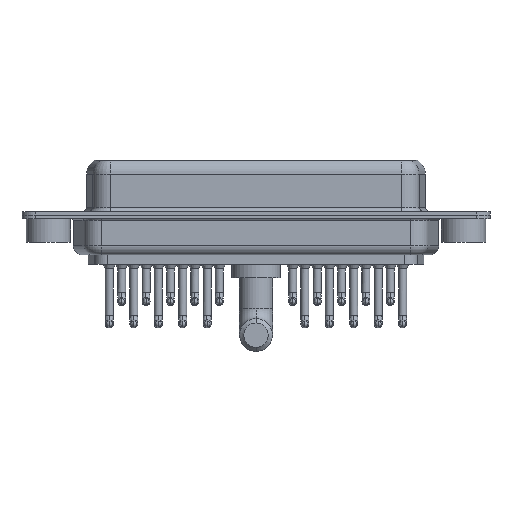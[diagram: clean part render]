
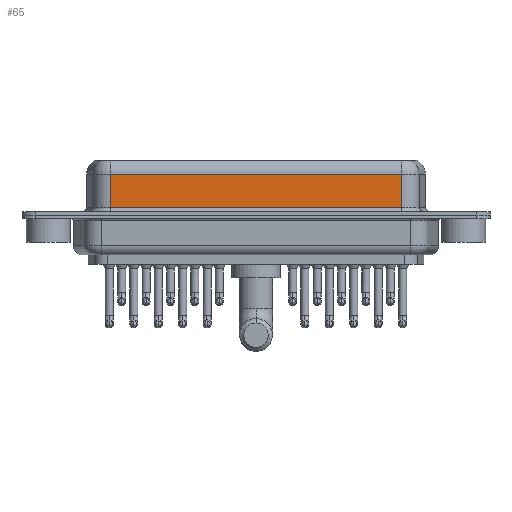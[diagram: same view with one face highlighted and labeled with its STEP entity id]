
A CAD part, front view. The second image highlights one B-rep face of the part: STEP entity #65.
In plain terms, the highlighted planar face has unit normal (0, -1, 0).
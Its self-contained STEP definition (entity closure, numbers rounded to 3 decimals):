
#65 = ADVANCED_FACE ( 'NONE', ( #10939 ), #12965, .F. ) ;
#99 = LINE ( 'NONE', #4999, #21154 ) ;
#348 = CARTESIAN_POINT ( 'NONE',  ( 40.037, -3.95, 4.65 ) ) ;
#582 = CARTESIAN_POINT ( 'NONE',  ( 7.013, -3.95, 6.4 ) ) ;
#628 = EDGE_LOOP ( 'NONE', ( #14945, #5689, #18733, #10178 ) ) ;
#2022 = EDGE_CURVE ( 'NONE', #14033, #16984, #5805, .T. ) ;
#3619 = CARTESIAN_POINT ( 'NONE',  ( 7.013, -3.95, 4.65 ) ) ;
#4999 = CARTESIAN_POINT ( 'NONE',  ( 40.037, -3.95, 6.4 ) ) ;
#5489 = DIRECTION ( 'NONE',  ( -1., 0., 0. ) ) ;
#5689 = ORIENTED_EDGE ( 'NONE', *, *, #2022, .T. ) ;
#5786 = CARTESIAN_POINT ( 'NONE',  ( 40.037, -3.95, 0.9 ) ) ;
#5805 = LINE ( 'NONE', #14192, #10899 ) ;
#7226 = DIRECTION ( 'NONE',  ( 0., 0., -1. ) ) ;
#7600 = VECTOR ( 'NONE', #12794, 1000. ) ;
#7628 = VERTEX_POINT ( 'NONE', #17152 ) ;
#7722 = EDGE_CURVE ( 'NONE', #7628, #14134, #14298, .T. ) ;
#8502 = EDGE_CURVE ( 'NONE', #14033, #14134, #99, .T. ) ;
#10178 = ORIENTED_EDGE ( 'NONE', *, *, #7722, .T. ) ;
#10416 = DIRECTION ( 'NONE',  ( 0., 0., -1. ) ) ;
#10761 = EDGE_CURVE ( 'NONE', #16984, #7628, #19571, .T. ) ;
#10899 = VECTOR ( 'NONE', #5489, 1000. ) ;
#10939 = FACE_OUTER_BOUND ( 'NONE', #628, .T. ) ;
#12362 = VECTOR ( 'NONE', #7226, 1000. ) ;
#12794 = DIRECTION ( 'NONE',  ( 1., 0., 0. ) ) ;
#12865 = CARTESIAN_POINT ( 'NONE',  ( 40.037, -3.95, 6.4 ) ) ;
#12965 = PLANE ( 'NONE',  #14665 ) ;
#14033 = VERTEX_POINT ( 'NONE', #348 ) ;
#14134 = VERTEX_POINT ( 'NONE', #21169 ) ;
#14192 = CARTESIAN_POINT ( 'NONE',  ( 40.037, -3.95, 4.65 ) ) ;
#14298 = LINE ( 'NONE', #5786, #7600 ) ;
#14665 = AXIS2_PLACEMENT_3D ( 'NONE', #12865, #21896, #16511 ) ;
#14945 = ORIENTED_EDGE ( 'NONE', *, *, #8502, .F. ) ;
#16511 = DIRECTION ( 'NONE',  ( 0., 0., 1. ) ) ;
#16984 = VERTEX_POINT ( 'NONE', #3619 ) ;
#17152 = CARTESIAN_POINT ( 'NONE',  ( 7.013, -3.95, 0.9 ) ) ;
#18733 = ORIENTED_EDGE ( 'NONE', *, *, #10761, .T. ) ;
#19571 = LINE ( 'NONE', #582, #12362 ) ;
#21154 = VECTOR ( 'NONE', #10416, 1000. ) ;
#21169 = CARTESIAN_POINT ( 'NONE',  ( 40.037, -3.95, 0.9 ) ) ;
#21896 = DIRECTION ( 'NONE',  ( 0., 1., 0. ) ) ;
